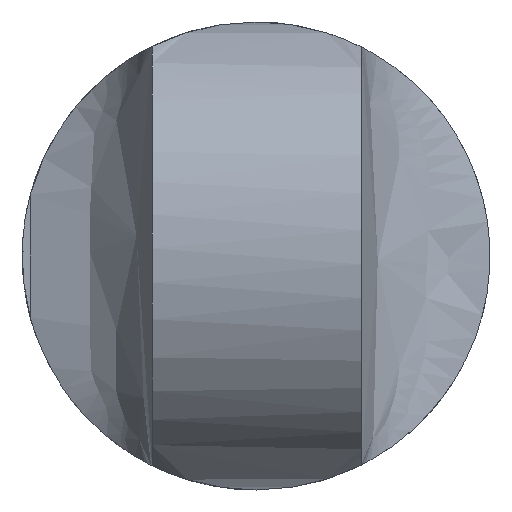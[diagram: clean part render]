
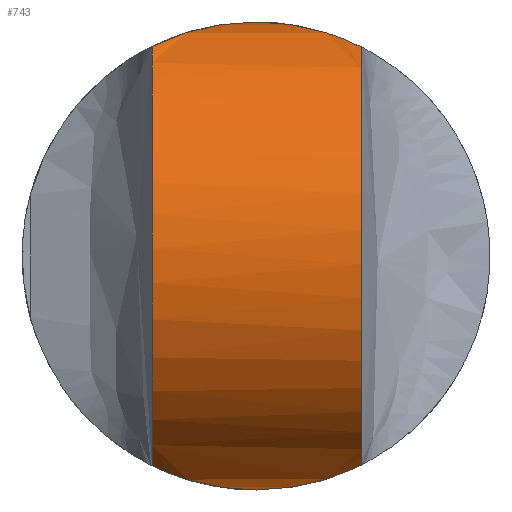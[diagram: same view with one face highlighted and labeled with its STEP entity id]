
A CAD part, left-side view. The second image highlights one B-rep face of the part: STEP entity #743.
In plain terms, the highlighted free-form (B-spline) face has degree [2, 1] with [5, 2] control points.
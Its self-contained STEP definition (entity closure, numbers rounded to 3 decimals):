
#236 = VERTEX_POINT('',#237);
#237 = CARTESIAN_POINT('',(12.035,0.,
    -12.089));
#242 = EDGE_CURVE('',#236,#243,#245,.T.);
#243 = VERTEX_POINT('',#244);
#244 = CARTESIAN_POINT('',(6.716,5.373,-10.829)
  );
#245 = B_SPLINE_CURVE_WITH_KNOTS('',3,(#246,#247,#248,#249,#250,#251,
    #252,#253,#254,#255,#256,#257,#258,#259,#260,#261,#262,#263),
  .UNSPECIFIED.,.F.,.F.,(4,2,2,2,2,2,2,2,4),(0.055,
    0.055,0.055,0.055,
    0.055,0.056,0.057,
    0.059,0.064),.UNSPECIFIED.);
#246 = CARTESIAN_POINT('',(12.035,0.,
    -12.089));
#247 = CARTESIAN_POINT('',(12.035,0.02,
    -12.089));
#248 = CARTESIAN_POINT('',(12.024,0.039,
    -12.089));
#249 = CARTESIAN_POINT('',(12.,0.072,
    -12.089));
#250 = CARTESIAN_POINT('',(11.987,0.087,
    -12.089));
#251 = CARTESIAN_POINT('',(11.947,0.132,
    -12.088));
#252 = CARTESIAN_POINT('',(11.919,0.161,
    -12.088));
#253 = CARTESIAN_POINT('',(11.835,0.249,
    -12.086));
#254 = CARTESIAN_POINT('',(11.778,0.306,-12.085
    ));
#255 = CARTESIAN_POINT('',(11.608,0.478,-12.08
    ));
#256 = CARTESIAN_POINT('',(11.494,0.593,
    -12.075));
#257 = CARTESIAN_POINT('',(11.152,0.935,
    -12.055));
#258 = CARTESIAN_POINT('',(10.924,1.163,
    -12.035));
#259 = CARTESIAN_POINT('',(10.243,1.846,
    -11.956));
#260 = CARTESIAN_POINT('',(9.788,2.3,-11.877
    ));
#261 = CARTESIAN_POINT('',(8.441,3.647,-11.562
    ));
#262 = CARTESIAN_POINT('',(7.566,4.523,-11.251)
  );
#263 = CARTESIAN_POINT('',(6.716,5.373,-10.829)
  );
#336 = VERTEX_POINT('',#337);
#337 = CARTESIAN_POINT('',(6.716,5.373,10.829
    ));
#342 = EDGE_CURVE('',#336,#343,#345,.T.);
#343 = VERTEX_POINT('',#344);
#344 = CARTESIAN_POINT('',(12.035,0.,12.089));
#345 = B_SPLINE_CURVE_WITH_KNOTS('',3,(#346,#347,#348,#349,#350,#351,
    #352,#353,#354,#355,#356,#357,#358,#359,#360,#361,#362,#363),
  .UNSPECIFIED.,.F.,.F.,(4,2,2,2,2,2,2,2,4),(0.099,
    0.103,0.106,0.107,0.107,
    0.108,0.108,0.108,0.108),
  .UNSPECIFIED.);
#346 = CARTESIAN_POINT('',(6.716,5.373,10.829
    ));
#347 = CARTESIAN_POINT('',(7.576,4.513,11.256
    ));
#348 = CARTESIAN_POINT('',(8.453,3.635,11.566
    ));
#349 = CARTESIAN_POINT('',(9.792,2.296,11.878
    ));
#350 = CARTESIAN_POINT('',(10.242,1.846,
    11.956));
#351 = CARTESIAN_POINT('',(10.922,1.165,
    12.035));
#352 = CARTESIAN_POINT('',(11.15,0.937,
    12.055));
#353 = CARTESIAN_POINT('',(11.493,0.594,
    12.075));
#354 = CARTESIAN_POINT('',(11.607,0.479,
    12.08));
#355 = CARTESIAN_POINT('',(11.778,0.307,12.085)
  );
#356 = CARTESIAN_POINT('',(11.835,0.249,
    12.086));
#357 = CARTESIAN_POINT('',(11.919,0.162,
    12.088));
#358 = CARTESIAN_POINT('',(11.947,0.132,
    12.088));
#359 = CARTESIAN_POINT('',(11.987,0.087,
    12.089));
#360 = CARTESIAN_POINT('',(12.,0.072,
    12.089));
#361 = CARTESIAN_POINT('',(12.024,0.039,
    12.089));
#362 = CARTESIAN_POINT('',(12.035,0.02,
    12.089));
#363 = CARTESIAN_POINT('',(12.035,0.,12.089));
#394 = EDGE_CURVE('',#343,#395,#397,.T.);
#395 = VERTEX_POINT('',#396);
#396 = CARTESIAN_POINT('',(6.659,-5.429,
    10.801));
#397 = B_SPLINE_CURVE_WITH_KNOTS('',3,(#398,#399,#400,#401,#402,#403,
    #404,#405,#406,#407,#408,#409,#410,#411,#412,#413,#414,#415,#416,
    #417),.UNSPECIFIED.,.F.,.F.,(4,2,2,2,2,2,2,2,2,4),(0.,
    0.,0.,0.,
    0.001,0.001,0.002,
    0.005,0.007,0.009),
  .UNSPECIFIED.);
#398 = CARTESIAN_POINT('',(12.035,0.,12.089));
#399 = CARTESIAN_POINT('',(12.035,-0.021,
    12.089));
#400 = CARTESIAN_POINT('',(12.023,-0.039,
    12.089));
#401 = CARTESIAN_POINT('',(12.,-0.072,
    12.089));
#402 = CARTESIAN_POINT('',(11.986,-0.088,
    12.089));
#403 = CARTESIAN_POINT('',(11.946,-0.133,
    12.088));
#404 = CARTESIAN_POINT('',(11.918,-0.163,12.088
    ));
#405 = CARTESIAN_POINT('',(11.833,-0.251,
    12.086));
#406 = CARTESIAN_POINT('',(11.776,-0.309,
    12.085));
#407 = CARTESIAN_POINT('',(11.604,-0.482,
    12.08));
#408 = CARTESIAN_POINT('',(11.489,-0.598,12.075
    ));
#409 = CARTESIAN_POINT('',(11.144,-0.943,
    12.054));
#410 = CARTESIAN_POINT('',(10.914,-1.173,
    12.034));
#411 = CARTESIAN_POINT('',(10.227,-1.861,
    11.954));
#412 = CARTESIAN_POINT('',(9.771,-2.317,
    11.874));
#413 = CARTESIAN_POINT('',(8.865,-3.224,11.66
    ));
#414 = CARTESIAN_POINT('',(8.412,-3.676,
    11.526));
#415 = CARTESIAN_POINT('',(7.524,-4.565,11.204)
  );
#416 = CARTESIAN_POINT('',(7.088,-5.001,
    11.016));
#417 = CARTESIAN_POINT('',(6.659,-5.429,
    10.801));
#490 = VERTEX_POINT('',#491);
#491 = CARTESIAN_POINT('',(6.659,-5.429,
    -10.801));
#496 = EDGE_CURVE('',#490,#236,#497,.T.);
#497 = B_SPLINE_CURVE_WITH_KNOTS('',3,(#498,#499,#500,#501,#502,#503,
    #504,#505,#506,#507,#508,#509,#510,#511,#512,#513,#514,#515,#516,
    #517),.UNSPECIFIED.,.F.,.F.,(4,2,2,2,2,2,2,2,2,4),(
    0.045,0.048,0.05,
    0.052,0.054,0.054,
    0.054,0.055,0.055,
    0.055),.UNSPECIFIED.);
#498 = CARTESIAN_POINT('',(6.659,-5.429,
    -10.801));
#499 = CARTESIAN_POINT('',(7.089,-5.,
    -11.017));
#500 = CARTESIAN_POINT('',(7.527,-4.562,
    -11.205));
#501 = CARTESIAN_POINT('',(8.418,-3.671,
    -11.528));
#502 = CARTESIAN_POINT('',(8.867,-3.222,
    -11.661));
#503 = CARTESIAN_POINT('',(9.772,-2.316,
    -11.874));
#504 = CARTESIAN_POINT('',(10.229,-1.859,
    -11.954));
#505 = CARTESIAN_POINT('',(10.916,-1.172,
    -12.034));
#506 = CARTESIAN_POINT('',(11.145,-0.942,
    -12.054));
#507 = CARTESIAN_POINT('',(11.49,-0.597,
    -12.075));
#508 = CARTESIAN_POINT('',(11.604,-0.482,
    -12.08));
#509 = CARTESIAN_POINT('',(11.776,-0.309,
    -12.085));
#510 = CARTESIAN_POINT('',(11.833,-0.251,
    -12.086));
#511 = CARTESIAN_POINT('',(11.917,-0.163,
    -12.088));
#512 = CARTESIAN_POINT('',(11.946,-0.134,
    -12.088));
#513 = CARTESIAN_POINT('',(11.986,-0.088,
    -12.088));
#514 = CARTESIAN_POINT('',(11.999,-0.073,
    -12.089));
#515 = CARTESIAN_POINT('',(12.023,-0.04,
    -12.089));
#516 = CARTESIAN_POINT('',(12.035,-0.021,
    -12.089));
#517 = CARTESIAN_POINT('',(12.035,0.,
    -12.089));
#667 = EDGE_CURVE('',#395,#490,#668,.T.);
#668 = ( BOUNDED_CURVE() B_SPLINE_CURVE(2,(#669,#670,#671),
.UNSPECIFIED.,.F.,.F.) B_SPLINE_CURVE_WITH_KNOTS((3,3),(0.466,
2.676),.PIECEWISE_BEZIER_KNOTS.) CURVE() 
GEOMETRIC_REPRESENTATION_ITEM() RATIONAL_B_SPLINE_CURVE((1.,
0.449,1.)) REPRESENTATION_ITEM('') );
#669 = CARTESIAN_POINT('',(6.659,-5.429,
    10.801));
#670 = CARTESIAN_POINT('',(-14.827,-5.429,
    0.));
#671 = CARTESIAN_POINT('',(6.659,-5.429,
    -10.801));
#713 = EDGE_CURVE('',#243,#336,#714,.T.);
#714 = ( BOUNDED_CURVE() B_SPLINE_CURVE(2,(#715,#716,#717),
.UNSPECIFIED.,.F.,.F.) B_SPLINE_CURVE_WITH_KNOTS((3,3),(0.461,
2.681),.PIECEWISE_BEZIER_KNOTS.) CURVE() 
GEOMETRIC_REPRESENTATION_ITEM() RATIONAL_B_SPLINE_CURVE((1.,
0.444,1.)) REPRESENTATION_ITEM('') );
#715 = CARTESIAN_POINT('',(6.716,5.373,-10.829)
  );
#716 = CARTESIAN_POINT('',(-15.11,5.373,
    0.));
#717 = CARTESIAN_POINT('',(6.716,5.373,10.829
    ));
#743 = ADVANCED_FACE('',(#744),#752,.T.);
#744 = FACE_BOUND('',#745,.T.);
#745 = EDGE_LOOP('',(#746,#747,#748,#749,#750,#751));
#746 = ORIENTED_EDGE('',*,*,#713,.F.);
#747 = ORIENTED_EDGE('',*,*,#242,.F.);
#748 = ORIENTED_EDGE('',*,*,#496,.F.);
#749 = ORIENTED_EDGE('',*,*,#667,.F.);
#750 = ORIENTED_EDGE('',*,*,#394,.F.);
#751 = ORIENTED_EDGE('',*,*,#342,.F.);
#752 = ( BOUNDED_SURFACE() B_SPLINE_SURFACE(2,1,(
    (#753,#754)
    ,(#755,#756)
    ,(#757,#758)
    ,(#759,#760)
,(#761,#762
    )),.UNSPECIFIED.,.F.,.F.,.F.) B_SPLINE_SURFACE_WITH_KNOTS((3,2,3),(2
    ,2),(3.146,4.712,6.279),(7.871,
20.638),.PIECEWISE_BEZIER_KNOTS.) GEOMETRIC_REPRESENTATION_ITEM() 
RATIONAL_B_SPLINE_SURFACE((
    (1.,1.)
    ,(0.709,0.709)
    ,(1.,1.)
    ,(0.709,0.709)
,(1.,1.))) REPRESENTATION_ITEM('') SURFACE() );
#753 = CARTESIAN_POINT('',(12.035,-5.429,
    -12.089));
#754 = CARTESIAN_POINT('',(12.035,5.373,
    -12.089));
#755 = CARTESIAN_POINT('',(0.,-5.429,
    -12.035));
#756 = CARTESIAN_POINT('',(0.,5.373,
    -12.035));
#757 = CARTESIAN_POINT('',(0.,-5.429,
    0.));
#758 = CARTESIAN_POINT('',(0.,5.373,
    0.));
#759 = CARTESIAN_POINT('',(0.,-5.429,
    12.035));
#760 = CARTESIAN_POINT('',(0.,5.373,
    12.035));
#761 = CARTESIAN_POINT('',(12.035,-5.429,
    12.089));
#762 = CARTESIAN_POINT('',(12.035,5.373,
    12.089));
